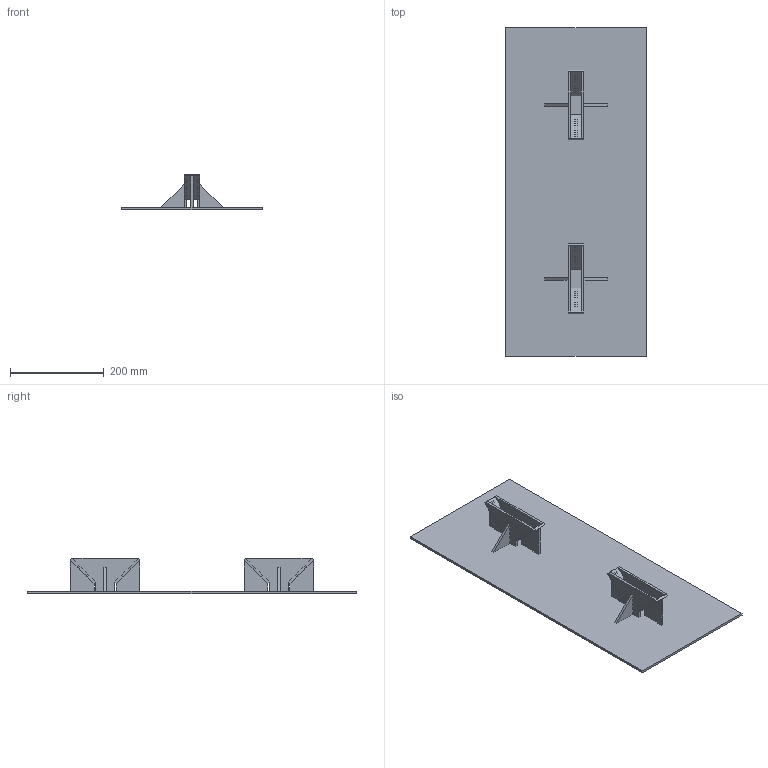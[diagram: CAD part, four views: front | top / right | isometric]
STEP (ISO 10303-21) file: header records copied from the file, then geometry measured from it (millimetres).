
FILE_DESCRIPTION(/* description */ ('','CAx-IF Rec.Pracs.---Representation and Presentation of Product Manufacturing Information (PMI)---4.0---2014-10-13'),/* implementation_level */ '2;1');
FILE_NAME(/* name */ 'stand-without-bicycle.step',/* time_stamp */ '2024-12-17T14:48:22+01:00',/* author */ (''),/* organization */ (''),/* preprocessor_version */ 'ST-DEVELOPER v20',/* originating_system */ 'Autodesk Translation Framework v13.20.0.188',/* authorisation */ '');
FILE_SCHEMA (('AP242_MANAGED_MODEL_BASED_3D_ENGINEERING_MIM_LF { 1 0 10303 442 1 1 4 }'));
Length unit declared in the file: millimetre
Products named in the file (1): Stand
Bounding box: 300 x 700 x 75.71 mm (x, y, z)
Volume: 1279726.8 mm3; surface area: 551108.9 mm2
Topology: 17 solids, 17 shells, 770 faces, 2208 edges, 1472 vertices
Faces by surface type: plane 770
Entity records: 24795 total; most frequent: CARTESIAN_POINT 4451, ORIENTED_EDGE 4416, DIRECTION 3750, LINE 2208, VECTOR 2208, EDGE_CURVE 2208, VERTEX_POINT 1472, EDGE_LOOP 838
